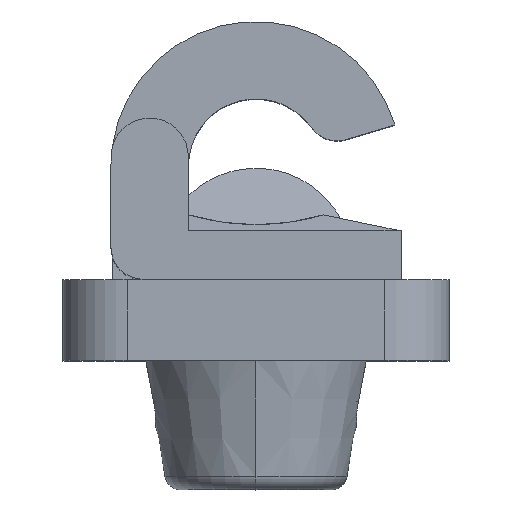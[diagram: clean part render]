
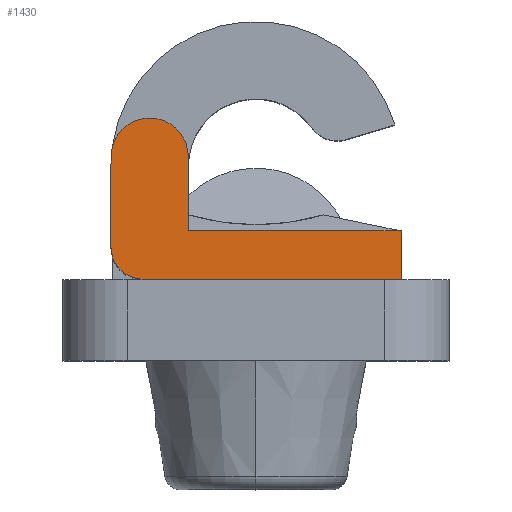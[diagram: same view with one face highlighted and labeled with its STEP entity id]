
A CAD part, top view. The second image highlights one B-rep face of the part: STEP entity #1430.
In plain terms, the highlighted planar face has unit normal (0, 0, 1).
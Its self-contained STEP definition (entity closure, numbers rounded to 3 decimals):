
#1236 = VERTEX_POINT ( 'NONE', #3452 ) ;
#1237 = ORIENTED_EDGE ( 'NONE', *, *, #1238, .T. ) ;
#1238 = EDGE_CURVE ( 'NONE', #1236, #1239, #3591, .T. ) ;
#1239 = VERTEX_POINT ( 'NONE', #3586 ) ;
#1240 = ORIENTED_EDGE ( 'NONE', *, *, #1241, .T. ) ;
#1241 = EDGE_CURVE ( 'NONE', #1239, #1387, #3585, .T. ) ;
#1387 = VERTEX_POINT ( 'NONE', #3750 ) ;
#1388 = ORIENTED_EDGE ( 'NONE', *, *, #1389, .T. ) ;
#1389 = EDGE_CURVE ( 'NONE', #1387, #1448, #3749, .T. ) ;
#1390 = ORIENTED_EDGE ( 'NONE', *, *, #1391, .T. ) ;
#1391 = EDGE_CURVE ( 'NONE', #1448, #1392, #3745, .T. ) ;
#1392 = VERTEX_POINT ( 'NONE', #3741 ) ;
#1393 = ORIENTED_EDGE ( 'NONE', *, *, #1394, .T. ) ;
#1394 = EDGE_CURVE ( 'NONE', #1392, #1395, #3740, .T. ) ;
#1395 = VERTEX_POINT ( 'NONE', #3736 ) ;
#1396 = ORIENTED_EDGE ( 'NONE', *, *, #1397, .F. ) ;
#1397 = EDGE_CURVE ( 'NONE', #1398, #1395, #3734, .T. ) ;
#1398 = VERTEX_POINT ( 'NONE', #3735 ) ;
#1399 = ORIENTED_EDGE ( 'NONE', *, *, #1400, .T. ) ;
#1400 = EDGE_CURVE ( 'NONE', #1398, #1434, #3621, .T. ) ;
#1430 = ADVANCED_FACE ( 'NONE', ( #3790 ), #3788, .T. ) ;
#1431 = EDGE_LOOP ( 'NONE', ( #1432, #1237, #1240, #1388, #1390, #1393, #1396, #1399 ) ) ;
#1432 = ORIENTED_EDGE ( 'NONE', *, *, #1433, .T. ) ;
#1433 = EDGE_CURVE ( 'NONE', #1434, #1236, #3789, .T. ) ;
#1434 = VERTEX_POINT ( 'NONE', #3840 ) ;
#1448 = VERTEX_POINT ( 'NONE', #3798 ) ;
#3452 = CARTESIAN_POINT ( 'NONE',  ( -4.5, -2.5, 18.75 ) ) ;
#3582 = DIRECTION ( 'NONE',  ( 1., 0., 0. ) ) ;
#3583 = VECTOR ( 'NONE', #3582, 1000. ) ;
#3584 = CARTESIAN_POINT ( 'NONE',  ( -4.5, -3.5, 18.75 ) ) ;
#3585 = LINE ( 'NONE', #3584, #3583 ) ;
#3586 = CARTESIAN_POINT ( 'NONE',  ( -3.5, -3.5, 18.75 ) ) ;
#3587 = DIRECTION ( 'NONE',  ( 1., 0., 0. ) ) ;
#3588 = DIRECTION ( 'NONE',  ( 0., 0., 1. ) ) ;
#3589 = CARTESIAN_POINT ( 'NONE',  ( -3.5, -2.5, 18.75 ) ) ;
#3590 = AXIS2_PLACEMENT_3D ( 'NONE', #3589, #3588, #3587 ) ;
#3591 = CIRCLE ( 'NONE', #3590, 1. ) ;
#3617 = DIRECTION ( 'NONE',  ( 1., 0., 0. ) ) ;
#3618 = DIRECTION ( 'NONE',  ( 0., 0., 1. ) ) ;
#3619 = CARTESIAN_POINT ( 'NONE',  ( 0., 0., 18.75 ) ) ;
#3620 = AXIS2_PLACEMENT_3D ( 'NONE', #3619, #3618, #3617 ) ;
#3621 = CIRCLE ( 'NONE', #3620, 4.5 ) ;
#3730 = DIRECTION ( 'NONE',  ( 1., 0., 0. ) ) ;
#3731 = DIRECTION ( 'NONE',  ( 0., 0., -1. ) ) ;
#3732 = CARTESIAN_POINT ( 'NONE',  ( -3.3, 0.3, 18.75 ) ) ;
#3733 = AXIS2_PLACEMENT_3D ( 'NONE', #3732, #3731, #3730 ) ;
#3734 = CIRCLE ( 'NONE', #3733, 1.2 ) ;
#3735 = CARTESIAN_POINT ( 'NONE',  ( -4.458, 0.616, 18.75 ) ) ;
#3736 = CARTESIAN_POINT ( 'NONE',  ( -2.1, 0.3, 18.75 ) ) ;
#3737 = DIRECTION ( 'NONE',  ( 0., 1., 0. ) ) ;
#3738 = VECTOR ( 'NONE', #3737, 1000. ) ;
#3739 = CARTESIAN_POINT ( 'NONE',  ( -2.1, 0., 18.75 ) ) ;
#3740 = LINE ( 'NONE', #3739, #3738 ) ;
#3741 = CARTESIAN_POINT ( 'NONE',  ( -2.1, -2., 18.75 ) ) ;
#3742 = DIRECTION ( 'NONE',  ( -1., 0., 0. ) ) ;
#3743 = VECTOR ( 'NONE', #3742, 1000. ) ;
#3744 = CARTESIAN_POINT ( 'NONE',  ( 4.5, -2., 18.75 ) ) ;
#3745 = LINE ( 'NONE', #3744, #3743 ) ;
#3746 = DIRECTION ( 'NONE',  ( 0., 1., 0. ) ) ;
#3747 = VECTOR ( 'NONE', #3746, 1000. ) ;
#3748 = CARTESIAN_POINT ( 'NONE',  ( 4.5, -3.5, 18.75 ) ) ;
#3749 = LINE ( 'NONE', #3748, #3747 ) ;
#3750 = CARTESIAN_POINT ( 'NONE',  ( 4.5, -3.5, 18.75 ) ) ;
#3784 = DIRECTION ( 'NONE',  ( 1., 0., 0. ) ) ;
#3785 = DIRECTION ( 'NONE',  ( 0., 0., 1. ) ) ;
#3786 = CARTESIAN_POINT ( 'NONE',  ( 0., 5.7, 18.75 ) ) ;
#3787 = AXIS2_PLACEMENT_3D ( 'NONE', #3786, #3785, #3784 ) ;
#3788 = PLANE ( 'NONE',  #3787 ) ;
#3789 = LINE ( 'NONE', #3843, #3842 ) ;
#3790 = FACE_OUTER_BOUND ( 'NONE', #1431, .T. ) ;
#3798 = CARTESIAN_POINT ( 'NONE',  ( 4.5, -2., 18.75 ) ) ;
#3840 = CARTESIAN_POINT ( 'NONE',  ( -4.5, 0., 18.75 ) ) ;
#3841 = DIRECTION ( 'NONE',  ( 0., -1., 0. ) ) ;
#3842 = VECTOR ( 'NONE', #3841, 1000. ) ;
#3843 = CARTESIAN_POINT ( 'NONE',  ( -4.5, 0., 18.75 ) ) ;
